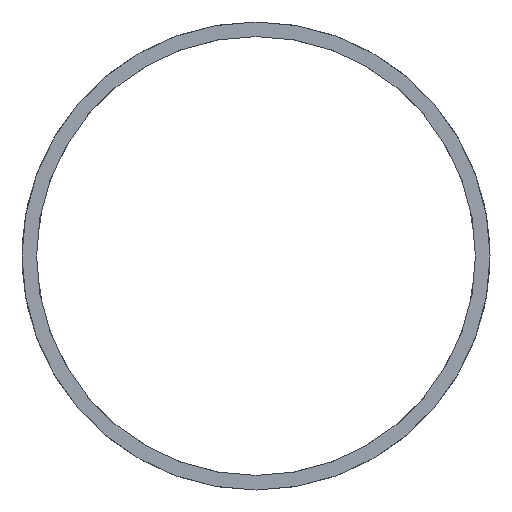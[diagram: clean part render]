
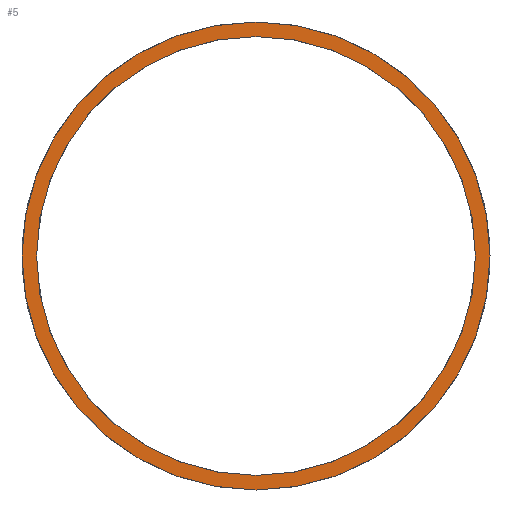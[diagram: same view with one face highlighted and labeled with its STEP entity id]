
A CAD part, front view. The second image highlights one B-rep face of the part: STEP entity #5.
In plain terms, the highlighted planar face has unit normal (0, -1, 0).
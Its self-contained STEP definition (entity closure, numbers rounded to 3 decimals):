
#5 = ADVANCED_FACE ( 'NONE', ( #427, #124 ), #134, .F. ) ;
#17 = DIRECTION ( 'NONE',  ( 0., 0., 1. ) ) ;
#22 = CARTESIAN_POINT ( 'NONE',  ( 0., -4.464, 0. ) ) ;
#45 = EDGE_CURVE ( 'NONE', #225, #296, #406, .T. ) ;
#70 = ORIENTED_EDGE ( 'NONE', *, *, #101, .T. ) ;
#73 = CIRCLE ( 'NONE', #464, 15. ) ;
#81 = DIRECTION ( 'NONE',  ( 0., 1., 0. ) ) ;
#92 = CARTESIAN_POINT ( 'NONE',  ( 0., -4.464, 16. ) ) ;
#101 = EDGE_CURVE ( 'NONE', #296, #225, #73, .T. ) ;
#124 = FACE_BOUND ( 'NONE', #237, .T. ) ;
#134 = PLANE ( 'NONE',  #491 ) ;
#136 = CARTESIAN_POINT ( 'NONE',  ( 0., -4.464, 0. ) ) ;
#137 = CIRCLE ( 'NONE', #304, 16. ) ;
#151 = EDGE_CURVE ( 'NONE', #303, #463, #177, .T. ) ;
#176 = DIRECTION ( 'NONE',  ( 0., 1., 0. ) ) ;
#177 = CIRCLE ( 'NONE', #370, 16. ) ;
#211 = ORIENTED_EDGE ( 'NONE', *, *, #45, .T. ) ;
#225 = VERTEX_POINT ( 'NONE', #252 ) ;
#237 = EDGE_LOOP ( 'NONE', ( #70, #211 ) ) ;
#240 = DIRECTION ( 'NONE',  ( 0., 0., 1. ) ) ;
#252 = CARTESIAN_POINT ( 'NONE',  ( 0., -4.464, -15. ) ) ;
#260 = EDGE_LOOP ( 'NONE', ( #462, #267 ) ) ;
#267 = ORIENTED_EDGE ( 'NONE', *, *, #151, .F. ) ;
#281 = DIRECTION ( 'NONE',  ( 0., 1., 0. ) ) ;
#296 = VERTEX_POINT ( 'NONE', #326 ) ;
#303 = VERTEX_POINT ( 'NONE', #469 ) ;
#304 = AXIS2_PLACEMENT_3D ( 'NONE', #377, #81, #389 ) ;
#326 = CARTESIAN_POINT ( 'NONE',  ( 0., -4.464, 15. ) ) ;
#348 = EDGE_CURVE ( 'NONE', #463, #303, #137, .T. ) ;
#358 = DIRECTION ( 'NONE',  ( 0., 0., 1. ) ) ;
#370 = AXIS2_PLACEMENT_3D ( 'NONE', #22, #448, #17 ) ;
#377 = CARTESIAN_POINT ( 'NONE',  ( 0., -4.464, 0. ) ) ;
#389 = DIRECTION ( 'NONE',  ( 0., 0., 1. ) ) ;
#405 = CARTESIAN_POINT ( 'NONE',  ( 15., -4.464, 0. ) ) ;
#406 = CIRCLE ( 'NONE', #484, 15. ) ;
#411 = CARTESIAN_POINT ( 'NONE',  ( 0., -4.464, 0. ) ) ;
#427 = FACE_OUTER_BOUND ( 'NONE', #260, .T. ) ;
#445 = DIRECTION ( 'NONE',  ( 0., 1., 0. ) ) ;
#448 = DIRECTION ( 'NONE',  ( 0., 1., 0. ) ) ;
#462 = ORIENTED_EDGE ( 'NONE', *, *, #348, .F. ) ;
#463 = VERTEX_POINT ( 'NONE', #92 ) ;
#464 = AXIS2_PLACEMENT_3D ( 'NONE', #136, #176, #240 ) ;
#469 = CARTESIAN_POINT ( 'NONE',  ( 0., -4.464, -16. ) ) ;
#484 = AXIS2_PLACEMENT_3D ( 'NONE', #411, #281, #492 ) ;
#491 = AXIS2_PLACEMENT_3D ( 'NONE', #405, #445, #358 ) ;
#492 = DIRECTION ( 'NONE',  ( 0., 0., 1. ) ) ;
